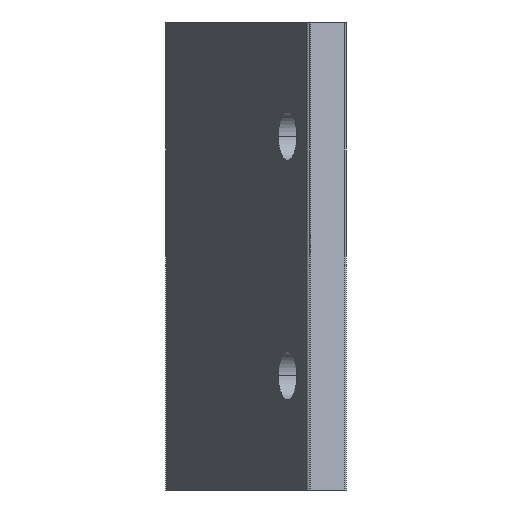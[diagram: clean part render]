
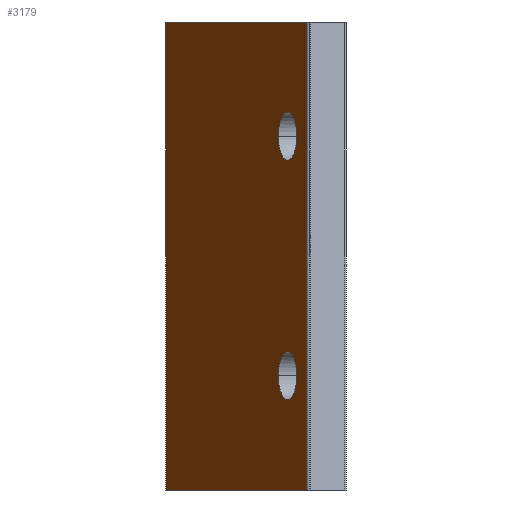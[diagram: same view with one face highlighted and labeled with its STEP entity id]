
A CAD part, left-side view. The second image highlights one B-rep face of the part: STEP entity #3179.
In plain terms, the highlighted planar face has unit normal (-0.383, 0.924, 0).
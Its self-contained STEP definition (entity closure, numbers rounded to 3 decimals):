
#6 = ORIENTED_EDGE ( 'NONE', *, *, #279, .T. ) ;
#12 = ORIENTED_EDGE ( 'NONE', *, *, #1431, .T. ) ;
#190 = CARTESIAN_POINT ( 'NONE',  ( 10402.654, 2576.032, 27.5 ) ) ;
#279 = EDGE_CURVE ( 'NONE', #660, #2020, #1341, .T. ) ;
#333 = CARTESIAN_POINT ( 'NONE',  ( 10398.497, 2574.31, -17.5 ) ) ;
#526 = VECTOR ( 'NONE', #2326, 1000. ) ;
#596 = DIRECTION ( 'NONE',  ( 0.383, -0.924, 0. ) ) ;
#597 = CARTESIAN_POINT ( 'NONE',  ( 10393.416, 2572.205, -39. ) ) ;
#654 = CARTESIAN_POINT ( 'NONE',  ( 10393.878, 2572.397, -39. ) ) ;
#660 = VERTEX_POINT ( 'NONE', #654 ) ;
#839 = DIRECTION ( 'NONE',  ( 0.924, 0.383, 0. ) ) ;
#853 = DIRECTION ( 'NONE',  ( 0., 0., 1. ) ) ;
#870 = CARTESIAN_POINT ( 'NONE',  ( 10398.497, 2574.31, 27.5 ) ) ;
#920 = AXIS2_PLACEMENT_3D ( 'NONE', #4349, #596, #4977 ) ;
#1108 = FACE_BOUND ( 'NONE', #7782, .T. ) ;
#1126 = CARTESIAN_POINT ( 'NONE',  ( 10393.416, 2572.205, 10. ) ) ;
#1160 = VERTEX_POINT ( 'NONE', #333 ) ;
#1327 = CARTESIAN_POINT ( 'NONE',  ( 10457.972, 2598.946, 49. ) ) ;
#1341 = LINE ( 'NONE', #2031, #5916 ) ;
#1431 = EDGE_CURVE ( 'NONE', #6699, #660, #6236, .T. ) ;
#1441 = EDGE_CURVE ( 'NONE', #1160, #7938, #2013, .T. ) ;
#1477 = CARTESIAN_POINT ( 'NONE',  ( 10393.416, 2572.205, 49. ) ) ;
#1518 = EDGE_CURVE ( 'NONE', #1755, #6699, #5135, .T. ) ;
#1520 = EDGE_LOOP ( 'NONE', ( #1590, #2176 ) ) ;
#1590 = ORIENTED_EDGE ( 'NONE', *, *, #3149, .T. ) ;
#1612 = DIRECTION ( 'NONE',  ( 0.383, -0.924, 0. ) ) ;
#1677 = CIRCLE ( 'NONE', #920, 4.5 ) ;
#1755 = VERTEX_POINT ( 'NONE', #1327 ) ;
#1762 = PLANE ( 'NONE',  #5156 ) ;
#2013 = CIRCLE ( 'NONE', #6792, 4.5 ) ;
#2020 = VERTEX_POINT ( 'NONE', #5178 ) ;
#2031 = CARTESIAN_POINT ( 'NONE',  ( 10393.878, 2572.397, 10. ) ) ;
#2176 = ORIENTED_EDGE ( 'NONE', *, *, #6909, .T. ) ;
#2268 = ORIENTED_EDGE ( 'NONE', *, *, #1518, .T. ) ;
#2326 = DIRECTION ( 'NONE',  ( -0.924, -0.383, 0. ) ) ;
#2436 = CARTESIAN_POINT ( 'NONE',  ( 10457.972, 2598.946, -39. ) ) ;
#2630 = AXIS2_PLACEMENT_3D ( 'NONE', #2982, #7328, #3602 ) ;
#2720 = DIRECTION ( 'NONE',  ( -0.924, -0.383, 0. ) ) ;
#2769 = FACE_BOUND ( 'NONE', #1520, .T. ) ;
#2982 = CARTESIAN_POINT ( 'NONE',  ( 10402.654, 2576.032, 27.5 ) ) ;
#3149 = EDGE_CURVE ( 'NONE', #7422, #5688, #6177, .T. ) ;
#3179 = ADVANCED_FACE ( 'NONE', ( #2769, #1108, #5888 ), #1762, .F. ) ;
#3407 = VECTOR ( 'NONE', #2720, 1000. ) ;
#3582 = DIRECTION ( 'NONE',  ( 0.924, 0.383, 0. ) ) ;
#3602 = DIRECTION ( 'NONE',  ( 0.924, 0.383, 0. ) ) ;
#3892 = AXIS2_PLACEMENT_3D ( 'NONE', #190, #4571, #839 ) ;
#3951 = EDGE_CURVE ( 'NONE', #7938, #1160, #1677, .T. ) ;
#4340 = CARTESIAN_POINT ( 'NONE',  ( 10406.812, 2577.754, -17.5 ) ) ;
#4349 = CARTESIAN_POINT ( 'NONE',  ( 10402.654, 2576.032, -17.5 ) ) ;
#4571 = DIRECTION ( 'NONE',  ( 0.383, -0.924, 0. ) ) ;
#4611 = ORIENTED_EDGE ( 'NONE', *, *, #3951, .T. ) ;
#4737 = EDGE_CURVE ( 'NONE', #1755, #2020, #5077, .T. ) ;
#4977 = DIRECTION ( 'NONE',  ( 0.924, 0.383, 0. ) ) ;
#5077 = LINE ( 'NONE', #1477, #3407 ) ;
#5135 = LINE ( 'NONE', #7841, #8041 ) ;
#5156 = AXIS2_PLACEMENT_3D ( 'NONE', #1126, #6681, #6116 ) ;
#5178 = CARTESIAN_POINT ( 'NONE',  ( 10393.878, 2572.397, 49. ) ) ;
#5688 = VERTEX_POINT ( 'NONE', #7281 ) ;
#5888 = FACE_OUTER_BOUND ( 'NONE', #6775, .T. ) ;
#5916 = VECTOR ( 'NONE', #853, 1000. ) ;
#6116 = DIRECTION ( 'NONE',  ( 0.924, 0.383, 0. ) ) ;
#6177 = CIRCLE ( 'NONE', #2630, 4.5 ) ;
#6236 = LINE ( 'NONE', #597, #526 ) ;
#6314 = CIRCLE ( 'NONE', #3892, 4.5 ) ;
#6681 = DIRECTION ( 'NONE',  ( 0.383, -0.924, 0. ) ) ;
#6699 = VERTEX_POINT ( 'NONE', #2436 ) ;
#6775 = EDGE_LOOP ( 'NONE', ( #6, #6856, #2268, #12 ) ) ;
#6792 = AXIS2_PLACEMENT_3D ( 'NONE', #7448, #1612, #3582 ) ;
#6856 = ORIENTED_EDGE ( 'NONE', *, *, #4737, .F. ) ;
#6909 = EDGE_CURVE ( 'NONE', #5688, #7422, #6314, .T. ) ;
#7281 = CARTESIAN_POINT ( 'NONE',  ( 10406.812, 2577.754, 27.5 ) ) ;
#7328 = DIRECTION ( 'NONE',  ( 0.383, -0.924, 0. ) ) ;
#7422 = VERTEX_POINT ( 'NONE', #870 ) ;
#7448 = CARTESIAN_POINT ( 'NONE',  ( 10402.654, 2576.032, -17.5 ) ) ;
#7526 = ORIENTED_EDGE ( 'NONE', *, *, #1441, .T. ) ;
#7761 = DIRECTION ( 'NONE',  ( 0., 0., -1. ) ) ;
#7782 = EDGE_LOOP ( 'NONE', ( #7526, #4611 ) ) ;
#7841 = CARTESIAN_POINT ( 'NONE',  ( 10457.972, 2598.946, 10. ) ) ;
#7938 = VERTEX_POINT ( 'NONE', #4340 ) ;
#8041 = VECTOR ( 'NONE', #7761, 1000. ) ;
